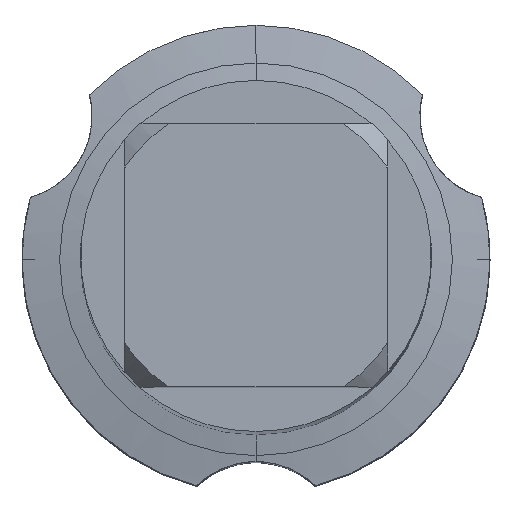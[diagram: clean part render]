
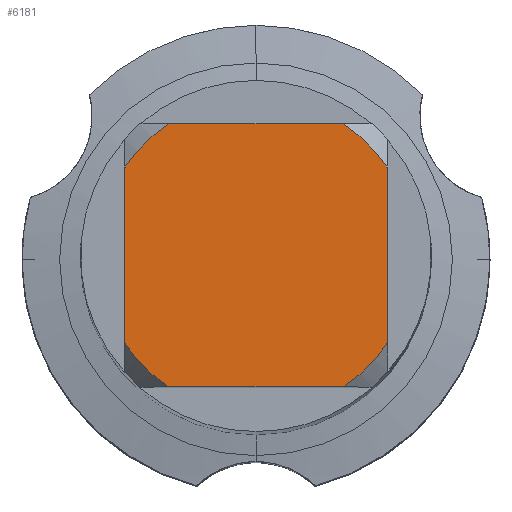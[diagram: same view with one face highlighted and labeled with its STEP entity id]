
A CAD part, top view. The second image highlights one B-rep face of the part: STEP entity #6181.
In plain terms, the highlighted planar face has unit normal (0, 0, 1).
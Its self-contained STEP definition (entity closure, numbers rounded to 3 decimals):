
#3591=VERTEX_POINT('',#8986);
#3845=EDGE_CURVE('',#5109,#3591,#9263,.T.);
#4311=VERTEX_POINT('',#9779);
#4661=EDGE_CURVE('',#4311,#7833,#10160,.T.);
#4741=VERTEX_POINT('',#10242);
#4809=EDGE_CURVE('',#5109,#7215,#10317,.T.);
#5021=VERTEX_POINT('',#10550);
#5109=VERTEX_POINT('',#10644);
#5239=EDGE_CURVE('',#6571,#4741,#10782,.T.);
#6101=EDGE_CURVE('',#6571,#7215,#11729,.T.);
#6181=ADVANCED_FACE('',(#11821),#11822,.T.);
#6415=EDGE_CURVE('',#5021,#7833,#12081,.T.);
#6571=VERTEX_POINT('',#12254);
#7215=VERTEX_POINT('',#12943);
#7287=EDGE_CURVE('',#4311,#4741,#13022,.T.);
#7577=EDGE_CURVE('',#5021,#3591,#13332,.T.);
#7833=VERTEX_POINT('',#13613);
#8986=CARTESIAN_POINT('',(4.5,2.985,0.0));
#9263=CIRCLE('',#16091,5.4);
#9779=CARTESIAN_POINT('',(-2.985,-4.5,0.0));
#10160=LINE('',#17606,#17607);
#10242=CARTESIAN_POINT('',(-4.5,-2.985,0.0));
#10317=LINE('',#17847,#17848);
#10550=CARTESIAN_POINT('',(4.5,-2.985,0.0));
#10644=CARTESIAN_POINT('',(2.985,4.5,0.0));
#10782=LINE('',#18712,#18713);
#11729=CIRCLE('',#20397,5.4);
#11821=FACE_OUTER_BOUND('',#20541,.T.);
#11822=PLANE('',#20542);
#12081=CIRCLE('',#21032,5.4);
#12254=CARTESIAN_POINT('',(-4.5,2.985,0.0));
#12943=CARTESIAN_POINT('',(-2.985,4.5,0.0));
#13022=CIRCLE('',#22668,5.4);
#13332=LINE('',#23224,#23225);
#13613=CARTESIAN_POINT('',(2.985,-4.5,0.0));
#16091=AXIS2_PLACEMENT_3D('',#25746,#25747,#25748);
#17606=CARTESIAN_POINT('',(0.0,-4.5,0.0));
#17607=VECTOR('',#26775,1.0);
#17847=CARTESIAN_POINT('',(0.0,4.5,0.0));
#17848=VECTOR('',#26903,1.0);
#18712=CARTESIAN_POINT('',(-4.5,1.35,0.0));
#18713=VECTOR('',#27367,1.0);
#20397=AXIS2_PLACEMENT_3D('',#28419,#28420,#28421);
#20541=EDGE_LOOP('',(#28554,#28555,#28556,#28557,#28558,#28559,#28560,#28561));
#20542=AXIS2_PLACEMENT_3D('',#28562,#28563,#28564);
#21032=AXIS2_PLACEMENT_3D('',#28879,#28880,#28881);
#22668=AXIS2_PLACEMENT_3D('',#29989,#29990,#29991);
#23224=CARTESIAN_POINT('',(4.5,1.35,0.0));
#23225=VECTOR('',#30268,1.0);
#25746=CARTESIAN_POINT('',(0.0,0.0,0.0));
#25747=DIRECTION('',(0.0,0.0,-1.0));
#25748=DIRECTION('',(0.0,1.0,0.0));
#26775=DIRECTION('',(1.0,0.0,0.0));
#26903=DIRECTION('',(-1.0,0.0,0.0));
#27367=DIRECTION('',(-0.0,-1.0,0.0));
#28419=CARTESIAN_POINT('',(0.0,0.0,0.0));
#28420=DIRECTION('',(0.0,0.0,-1.0));
#28421=DIRECTION('',(0.0,1.0,0.0));
#28554=ORIENTED_EDGE('',*,*,#5239,.T.);
#28555=ORIENTED_EDGE('',*,*,#7287,.F.);
#28556=ORIENTED_EDGE('',*,*,#4661,.T.);
#28557=ORIENTED_EDGE('',*,*,#6415,.F.);
#28558=ORIENTED_EDGE('',*,*,#7577,.T.);
#28559=ORIENTED_EDGE('',*,*,#3845,.F.);
#28560=ORIENTED_EDGE('',*,*,#4809,.T.);
#28561=ORIENTED_EDGE('',*,*,#6101,.F.);
#28562=CARTESIAN_POINT('',(0.0,2.7,0.0));
#28563=DIRECTION('',(-0.0,0.0,1.0));
#28564=DIRECTION('',(0.0,-1.0,0.0));
#28879=CARTESIAN_POINT('',(0.0,0.0,0.0));
#28880=DIRECTION('',(0.0,0.0,-1.0));
#28881=DIRECTION('',(0.0,1.0,0.0));
#29989=CARTESIAN_POINT('',(0.0,0.0,0.0));
#29990=DIRECTION('',(0.0,0.0,-1.0));
#29991=DIRECTION('',(0.0,1.0,0.0));
#30268=DIRECTION('',(-0.0,1.0,0.0));
